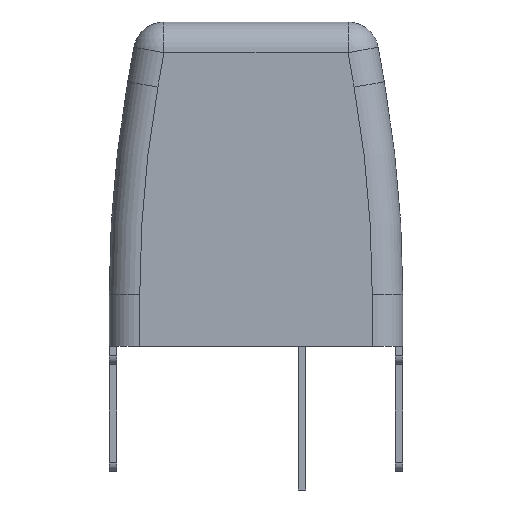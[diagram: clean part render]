
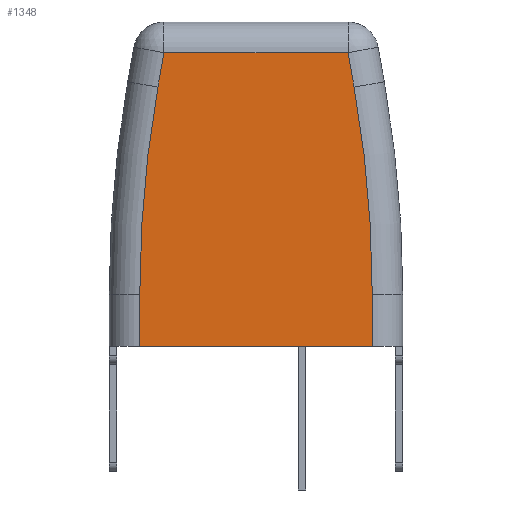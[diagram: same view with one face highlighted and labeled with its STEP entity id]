
A CAD part, left-side view. The second image highlights one B-rep face of the part: STEP entity #1348.
In plain terms, the highlighted planar face has unit normal (-1, 0, 0).
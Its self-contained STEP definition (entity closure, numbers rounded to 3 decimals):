
#705=CARTESIAN_POINT('',(-19.8,-2.3,0.6));
#706=VERTEX_POINT('',#705);
#714=CARTESIAN_POINT('',(-19.8,5.3,0.6));
#715=VERTEX_POINT('',#714);
#716=CARTESIAN_POINT('',(-19.8,-3.3,0.6));
#717=DIRECTION('',(0.0,1.0,0.0));
#718=VECTOR('',#717,1.0);
#719=LINE('',#716,#718);
#720=EDGE_CURVE('n� 1251',#706,#715,#719,.T.);
#1284=CARTESIAN_POINT('',(-19.8,-1.708,9.073));
#1285=VERTEX_POINT('',#1284);
#1286=CARTESIAN_POINT('',(-19.8,-1.509,10.2));
#1287=VERTEX_POINT('',#1286);
#1288=CARTESIAN_POINT('',(-19.8,-1.392,10.864));
#1289=DIRECTION('',(0.0,0.174,0.985));
#1290=VECTOR('',#1289,1.0);
#1291=LINE('',#1288,#1290);
#1292=EDGE_CURVE('n� 1343',#1285,#1287,#1291,.T.);
#1293=ORIENTED_EDGE('',*,*,#1292,.T.);
#1294=CARTESIAN_POINT('',(-19.8,4.509,10.2));
#1295=VERTEX_POINT('',#1294);
#1296=CARTESIAN_POINT('',(-19.8,4.332,10.2));
#1297=DIRECTION('',(0.0,1.0,0.0));
#1298=VECTOR('',#1297,1.0);
#1299=LINE('',#1296,#1298);
#1300=EDGE_CURVE('n� 1667',#1287,#1295,#1299,.T.);
#1301=ORIENTED_EDGE('',*,*,#1300,.T.);
#1302=CARTESIAN_POINT('',(-19.8,4.708,9.073));
#1303=VERTEX_POINT('',#1302);
#1304=CARTESIAN_POINT('',(-19.8,4.102,12.505));
#1305=DIRECTION('',(0.0,0.174,-0.985));
#1306=VECTOR('',#1305,1.0);
#1307=LINE('',#1304,#1306);
#1308=EDGE_CURVE('n� 1665',#1295,#1303,#1307,.T.);
#1309=ORIENTED_EDGE('',*,*,#1308,.T.);
#1310=CARTESIAN_POINT('',(-19.8,5.3,2.3));
#1311=VERTEX_POINT('',#1310);
#1312=CARTESIAN_POINT('',(-19.8,-33.7,2.3));
#1313=DIRECTION('',(-1.0,-0.0,0.0));
#1314=DIRECTION('',(0.0,-1.0,-0.0));
#1315=AXIS2_PLACEMENT_3D('',#1312,#1313,#1314);
#1316=CIRCLE('',#1315,39.0);
#1317=EDGE_CURVE('n� 1354',#1303,#1311,#1316,.T.);
#1318=ORIENTED_EDGE('',*,*,#1317,.T.);
#1319=CARTESIAN_POINT('',(-19.8,5.3,11.2));
#1320=DIRECTION('',(0.0,0.0,-1.0));
#1321=VECTOR('',#1320,1.0);
#1322=LINE('',#1319,#1321);
#1323=EDGE_CURVE('n� 1357',#1311,#715,#1322,.T.);
#1324=ORIENTED_EDGE('',*,*,#1323,.T.);
#1325=ORIENTED_EDGE('',*,*,#720,.F.);
#1326=CARTESIAN_POINT('',(-19.8,-2.3,2.3));
#1327=VERTEX_POINT('',#1326);
#1328=CARTESIAN_POINT('',(-19.8,-2.3,2.3));
#1329=DIRECTION('',(0.0,-0.0,1.0));
#1330=VECTOR('',#1329,1.0);
#1331=LINE('',#1328,#1330);
#1332=EDGE_CURVE('n� 1345',#706,#1327,#1331,.T.);
#1333=ORIENTED_EDGE('',*,*,#1332,.T.);
#1334=CARTESIAN_POINT('',(-19.8,36.7,2.3));
#1335=DIRECTION('',(-1.0,-0.0,0.0));
#1336=DIRECTION('',(0.0,-1.0,-0.0));
#1337=AXIS2_PLACEMENT_3D('',#1334,#1335,#1336);
#1338=CIRCLE('',#1337,39.0);
#1339=EDGE_CURVE('n� 1340',#1327,#1285,#1338,.T.);
#1340=ORIENTED_EDGE('',*,*,#1339,.T.);
#1341=EDGE_LOOP('',(#1293,#1301,#1309,#1318,#1324,#1325,#1333,#1340));
#1342=FACE_OUTER_BOUND('',#1341,.T.);
#1343=CARTESIAN_POINT('',(-19.8,-3.3,11.2));
#1344=DIRECTION('',(-1.0,-0.0,0.0));
#1345=DIRECTION('',(0.0,-1.0,-0.0));
#1346=AXIS2_PLACEMENT_3D('',#1343,#1344,#1345);
#1347=PLANE('',#1346);
#1348=ADVANCED_FACE('n� 85',(#1342),#1347,.T.);
